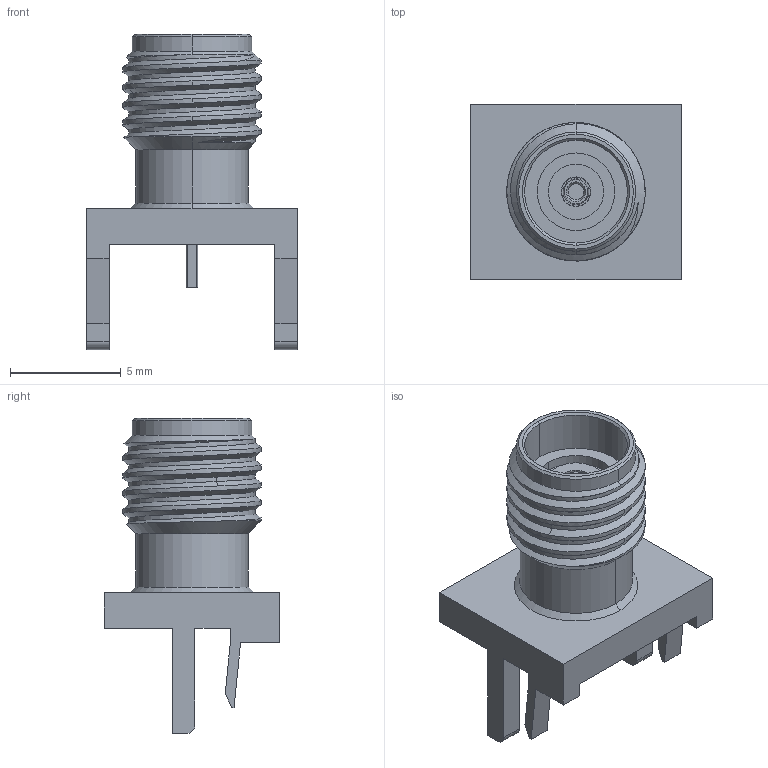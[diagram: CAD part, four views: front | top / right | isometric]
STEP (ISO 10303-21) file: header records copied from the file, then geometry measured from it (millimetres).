
FILE_DESCRIPTION((''),'2;1');
FILE_NAME('C-2081880-1','2020-12-31T08:43:59',('workeradm'),('TE Connectivity Ltd.'),'CREO PARAMETRIC BY PTC INC, 2019292','CREO PARAMETRIC BY PTC INC, 2019292','');
FILE_SCHEMA(('AUTOMOTIVE_DESIGN { 1 0 10303 214 1 1 1 1 }'));
Length unit declared in the file: millimetre
Products named in the file (1): C-2081880-1
Bounding box: 9.52 x 7.92 x 14.23 mm (x, y, z)
Volume: 294.8 mm3; surface area: 484 mm2
Topology: 1 solids, 1 shells, 84 faces, 208 edges, 134 vertices
Faces by surface type: plane 38, cylinder 22, cone 18, bspline 6
Entity records: 7483 total; most frequent: CARTESIAN_POINT 5281, ORIENTED_EDGE 416, DIRECTION 390, EDGE_CURVE 208, VERTEX_POINT 134, AXIS2_PLACEMENT_3D 132, VECTOR 126, LINE 126
